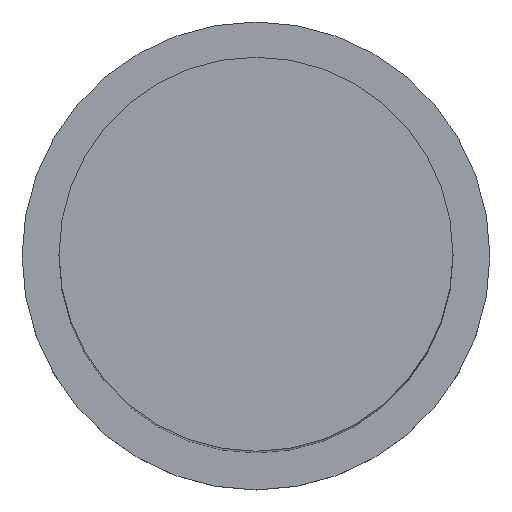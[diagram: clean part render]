
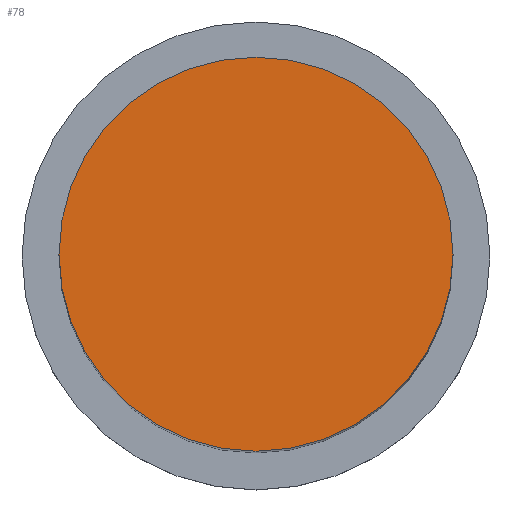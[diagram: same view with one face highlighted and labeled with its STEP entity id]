
A CAD part, top view. The second image highlights one B-rep face of the part: STEP entity #78.
In plain terms, the highlighted planar face has unit normal (0, 0, 1).
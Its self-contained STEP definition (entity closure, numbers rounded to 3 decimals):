
#78=ADVANCED_FACE('240[2]',(#186),#187,.T.);
#128=EDGE_CURVE('240[2]',#262,#262,#263,.T.);
#186=FACE_OUTER_BOUND('',#388,.T.);
#187=PLANE('',#389);
#262=VERTEX_POINT('',#548);
#263=CIRCLE('',#549,16.0);
#388=EDGE_LOOP('',(#594));
#389=AXIS2_PLACEMENT_3D('',#595,#596,#597);
#548=CARTESIAN_POINT('',(0.,16.0,80.));
#549=AXIS2_PLACEMENT_3D('',#677,#678,#679);
#594=ORIENTED_EDGE('',*,*,#128,.F.);
#595=CARTESIAN_POINT('',(0.,8.0,80.));
#596=DIRECTION('',(0.,0.,1.0));
#597=DIRECTION('',(1.0,0.,0.0));
#677=CARTESIAN_POINT('',(0.,0.,80.));
#678=DIRECTION('',(0.,0.,-1.0));
#679=DIRECTION('',(0.,1.0,0.));
